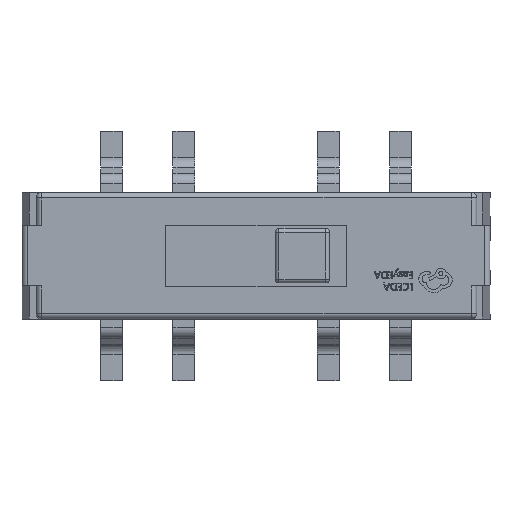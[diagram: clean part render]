
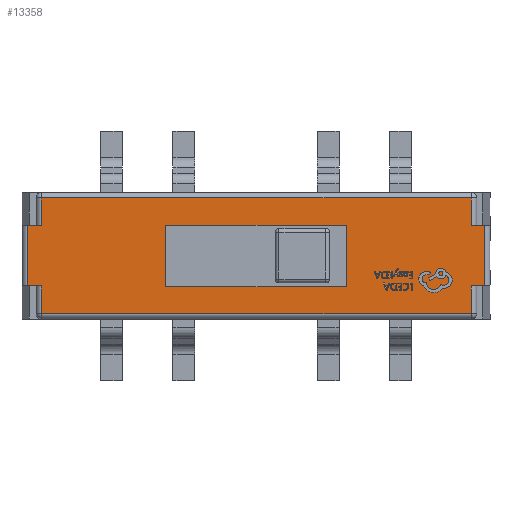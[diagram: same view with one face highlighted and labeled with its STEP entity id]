
A CAD part, top view. The second image highlights one B-rep face of the part: STEP entity #13358.
In plain terms, the highlighted planar face has unit normal (0, 0, 1).
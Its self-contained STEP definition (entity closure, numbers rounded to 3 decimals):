
#42 = VECTOR ( 'NONE', #4176, 1000. ) ;
#93 = CARTESIAN_POINT ( 'NONE',  ( 2.5, 0.85, 3.201 ) ) ;
#418 = FACE_OUTER_BOUND ( 'NONE', #27317, .T. ) ;
#490 = EDGE_CURVE ( 'NONE', #9322, #2002, #6814, .T. ) ;
#871 = VERTEX_POINT ( 'NONE', #22779 ) ;
#889 = VECTOR ( 'NONE', #20887, 1000. ) ;
#1151 = ORIENTED_EDGE ( 'NONE', *, *, #1195, .F. ) ;
#1195 = EDGE_CURVE ( 'NONE', #29812, #29068, #8938, .T. ) ;
#1654 = VECTOR ( 'NONE', #23467, 1000. ) ;
#1740 = ORIENTED_EDGE ( 'NONE', *, *, #4095, .T. ) ;
#1988 = CARTESIAN_POINT ( 'NONE',  ( 0., -1.6, 3.201 ) ) ;
#1992 = EDGE_CURVE ( 'NONE', #9470, #31293, #18150, .T. ) ;
#2002 = VERTEX_POINT ( 'NONE', #10646 ) ;
#2491 = LINE ( 'NONE', #15009, #24267 ) ;
#2711 = VECTOR ( 'NONE', #4780, 1000. ) ;
#2873 = VECTOR ( 'NONE', #19620, 1000. ) ;
#3417 = CARTESIAN_POINT ( 'NONE',  ( -5.937, 0., 3.201 ) ) ;
#4095 = EDGE_CURVE ( 'NONE', #27100, #29068, #18556, .T. ) ;
#4158 = EDGE_CURVE ( 'NONE', #28734, #9322, #7266, .T. ) ;
#4176 = DIRECTION ( 'NONE',  ( 0., 1., 0. ) ) ;
#4389 = DIRECTION ( 'NONE',  ( 1., 0., 0. ) ) ;
#4780 = DIRECTION ( 'NONE',  ( -1., 0., 0. ) ) ;
#4810 = LINE ( 'NONE', #24866, #31681 ) ;
#4821 = DIRECTION ( 'NONE',  ( 1., 0., 0. ) ) ;
#4949 = LINE ( 'NONE', #14600, #6684 ) ;
#5836 = LINE ( 'NONE', #8623, #1654 ) ;
#5978 = EDGE_CURVE ( 'NONE', #19862, #12497, #4949, .T. ) ;
#6104 = CARTESIAN_POINT ( 'NONE',  ( 2.5, 0.85, 3.201 ) ) ;
#6621 = CARTESIAN_POINT ( 'NONE',  ( -5.937, 0., 3.201 ) ) ;
#6647 = ORIENTED_EDGE ( 'NONE', *, *, #21093, .T. ) ;
#6658 = CARTESIAN_POINT ( 'NONE',  ( -2.5, 0.85, 3.201 ) ) ;
#6684 = VECTOR ( 'NONE', #29574, 1000. ) ;
#6814 = LINE ( 'NONE', #1988, #18572 ) ;
#7003 = CARTESIAN_POINT ( 'NONE',  ( 2.5, 0.85, 3.201 ) ) ;
#7266 = LINE ( 'NONE', #6621, #17400 ) ;
#7324 = CARTESIAN_POINT ( 'NONE',  ( -5.937, -1.6, 3.201 ) ) ;
#7581 = DIRECTION ( 'NONE',  ( 0., 1., 0. ) ) ;
#7729 = LINE ( 'NONE', #20173, #19910 ) ;
#7951 = DIRECTION ( 'NONE',  ( 0., -1., 0. ) ) ;
#8006 = ORIENTED_EDGE ( 'NONE', *, *, #26608, .T. ) ;
#8623 = CARTESIAN_POINT ( 'NONE',  ( -2.5, 0.85, 3.201 ) ) ;
#8699 = CARTESIAN_POINT ( 'NONE',  ( -2.5, -0.85, 3.201 ) ) ;
#8938 = LINE ( 'NONE', #28503, #30159 ) ;
#9120 = CARTESIAN_POINT ( 'NONE',  ( -6.325, 0.834, 3.201 ) ) ;
#9307 = ORIENTED_EDGE ( 'NONE', *, *, #12154, .F. ) ;
#9322 = VERTEX_POINT ( 'NONE', #7324 ) ;
#9392 = VERTEX_POINT ( 'NONE', #29474 ) ;
#9470 = VERTEX_POINT ( 'NONE', #20038 ) ;
#9729 = ORIENTED_EDGE ( 'NONE', *, *, #1992, .T. ) ;
#9934 = ORIENTED_EDGE ( 'NONE', *, *, #24965, .F. ) ;
#10646 = CARTESIAN_POINT ( 'NONE',  ( 5.957, -1.6, 3.201 ) ) ;
#10947 = CARTESIAN_POINT ( 'NONE',  ( 6.325, 0., 3.201 ) ) ;
#11021 = ORIENTED_EDGE ( 'NONE', *, *, #4158, .T. ) ;
#11032 = DIRECTION ( 'NONE',  ( 0., -1., 0. ) ) ;
#11041 = EDGE_CURVE ( 'NONE', #2002, #871, #19018, .T. ) ;
#11765 = DIRECTION ( 'NONE',  ( 0., 1., 0. ) ) ;
#12154 = EDGE_CURVE ( 'NONE', #9470, #871, #16834, .T. ) ;
#12345 = ORIENTED_EDGE ( 'NONE', *, *, #14768, .T. ) ;
#12478 = PLANE ( 'NONE',  #16504 ) ;
#12497 = VERTEX_POINT ( 'NONE', #21401 ) ;
#12669 = VERTEX_POINT ( 'NONE', #15228 ) ;
#13358 = ADVANCED_FACE ( 'NONE', ( #17992, #418 ), #12478, .F. ) ;
#14600 = CARTESIAN_POINT ( 'NONE',  ( 2.5, -0.85, 3.201 ) ) ;
#14716 = VERTEX_POINT ( 'NONE', #6658 ) ;
#14744 = EDGE_CURVE ( 'NONE', #12497, #23859, #21511, .T. ) ;
#14768 = EDGE_CURVE ( 'NONE', #29812, #14776, #2491, .T. ) ;
#14776 = VERTEX_POINT ( 'NONE', #17608 ) ;
#14949 = ORIENTED_EDGE ( 'NONE', *, *, #11041, .T. ) ;
#15009 = CARTESIAN_POINT ( 'NONE',  ( -6.325, 0., 3.201 ) ) ;
#15043 = ORIENTED_EDGE ( 'NONE', *, *, #490, .T. ) ;
#15228 = CARTESIAN_POINT ( 'NONE',  ( 5.957, 1.6, 3.201 ) ) ;
#15549 = CARTESIAN_POINT ( 'NONE',  ( 0., 0., 3.201 ) ) ;
#16103 = LINE ( 'NONE', #26187, #22269 ) ;
#16504 = AXIS2_PLACEMENT_3D ( 'NONE', #15549, #20267, #30189 ) ;
#16834 = LINE ( 'NONE', #26907, #2873 ) ;
#17086 = DIRECTION ( 'NONE',  ( 0., -1., 0. ) ) ;
#17400 = VECTOR ( 'NONE', #17086, 1000. ) ;
#17608 = CARTESIAN_POINT ( 'NONE',  ( -6.325, -0.834, 3.201 ) ) ;
#17886 = CARTESIAN_POINT ( 'NONE',  ( -5.937, 0.834, 3.201 ) ) ;
#17992 = FACE_BOUND ( 'NONE', #24461, .T. ) ;
#18150 = LINE ( 'NONE', #10947, #889 ) ;
#18503 = ORIENTED_EDGE ( 'NONE', *, *, #24255, .F. ) ;
#18556 = LINE ( 'NONE', #3417, #28261 ) ;
#18572 = VECTOR ( 'NONE', #4389, 1000. ) ;
#18589 = DIRECTION ( 'NONE',  ( 1., 0., 0. ) ) ;
#18768 = ORIENTED_EDGE ( 'NONE', *, *, #22277, .F. ) ;
#19018 = LINE ( 'NONE', #26487, #42 ) ;
#19302 = EDGE_CURVE ( 'NONE', #14716, #19862, #5836, .T. ) ;
#19444 = CARTESIAN_POINT ( 'NONE',  ( -5.937, 1.6, 3.201 ) ) ;
#19620 = DIRECTION ( 'NONE',  ( -1., 0., 0. ) ) ;
#19862 = VERTEX_POINT ( 'NONE', #8699 ) ;
#19910 = VECTOR ( 'NONE', #4821, 1000. ) ;
#20038 = CARTESIAN_POINT ( 'NONE',  ( 6.325, -0.834, 3.201 ) ) ;
#20173 = CARTESIAN_POINT ( 'NONE',  ( 6.475, 0.834, 3.201 ) ) ;
#20267 = DIRECTION ( 'NONE',  ( 0., 0., -1. ) ) ;
#20887 = DIRECTION ( 'NONE',  ( 0., 1., 0. ) ) ;
#21093 = EDGE_CURVE ( 'NONE', #9392, #12669, #26825, .T. ) ;
#21401 = CARTESIAN_POINT ( 'NONE',  ( 2.5, -0.85, 3.201 ) ) ;
#21511 = LINE ( 'NONE', #7003, #27893 ) ;
#21897 = ORIENTED_EDGE ( 'NONE', *, *, #19302, .F. ) ;
#22245 = LINE ( 'NONE', #93, #2711 ) ;
#22269 = VECTOR ( 'NONE', #26005, 1000. ) ;
#22277 = EDGE_CURVE ( 'NONE', #28734, #14776, #16103, .T. ) ;
#22779 = CARTESIAN_POINT ( 'NONE',  ( 5.957, -0.834, 3.201 ) ) ;
#23273 = CARTESIAN_POINT ( 'NONE',  ( 6.325, 0.834, 3.201 ) ) ;
#23467 = DIRECTION ( 'NONE',  ( 0., -1., 0. ) ) ;
#23859 = VERTEX_POINT ( 'NONE', #6104 ) ;
#24255 = EDGE_CURVE ( 'NONE', #23859, #14716, #22245, .T. ) ;
#24267 = VECTOR ( 'NONE', #7951, 1000. ) ;
#24392 = CARTESIAN_POINT ( 'NONE',  ( 5.957, 0., 3.201 ) ) ;
#24461 = EDGE_LOOP ( 'NONE', ( #26462, #21897, #18503, #27528 ) ) ;
#24866 = CARTESIAN_POINT ( 'NONE',  ( 0., 1.6, 3.201 ) ) ;
#24965 = EDGE_CURVE ( 'NONE', #9392, #31293, #7729, .T. ) ;
#26005 = DIRECTION ( 'NONE',  ( -1., 0., 0. ) ) ;
#26187 = CARTESIAN_POINT ( 'NONE',  ( -6.475, -0.834, 3.201 ) ) ;
#26462 = ORIENTED_EDGE ( 'NONE', *, *, #5978, .F. ) ;
#26487 = CARTESIAN_POINT ( 'NONE',  ( 5.957, 0., 3.201 ) ) ;
#26608 = EDGE_CURVE ( 'NONE', #12669, #27100, #4810, .T. ) ;
#26825 = LINE ( 'NONE', #24392, #31514 ) ;
#26907 = CARTESIAN_POINT ( 'NONE',  ( 6.475, -0.834, 3.201 ) ) ;
#26975 = DIRECTION ( 'NONE',  ( -1., 0., 0. ) ) ;
#27100 = VERTEX_POINT ( 'NONE', #19444 ) ;
#27317 = EDGE_LOOP ( 'NONE', ( #6647, #8006, #1740, #1151, #12345, #18768, #11021, #15043, #14949, #9307, #9729, #9934 ) ) ;
#27528 = ORIENTED_EDGE ( 'NONE', *, *, #14744, .F. ) ;
#27893 = VECTOR ( 'NONE', #11765, 1000. ) ;
#28261 = VECTOR ( 'NONE', #11032, 1000. ) ;
#28503 = CARTESIAN_POINT ( 'NONE',  ( -6.475, 0.834, 3.201 ) ) ;
#28734 = VERTEX_POINT ( 'NONE', #29330 ) ;
#29068 = VERTEX_POINT ( 'NONE', #17886 ) ;
#29330 = CARTESIAN_POINT ( 'NONE',  ( -5.937, -0.834, 3.201 ) ) ;
#29474 = CARTESIAN_POINT ( 'NONE',  ( 5.957, 0.834, 3.201 ) ) ;
#29574 = DIRECTION ( 'NONE',  ( 1., 0., 0. ) ) ;
#29812 = VERTEX_POINT ( 'NONE', #9120 ) ;
#30159 = VECTOR ( 'NONE', #18589, 1000. ) ;
#30189 = DIRECTION ( 'NONE',  ( -1., 0., 0. ) ) ;
#31293 = VERTEX_POINT ( 'NONE', #23273 ) ;
#31514 = VECTOR ( 'NONE', #7581, 1000. ) ;
#31681 = VECTOR ( 'NONE', #26975, 1000. ) ;
